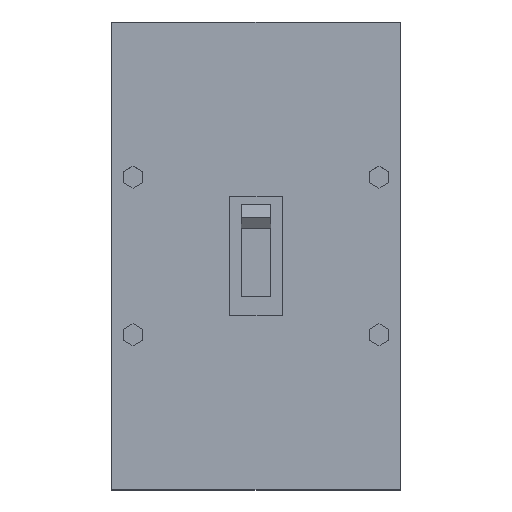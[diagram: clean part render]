
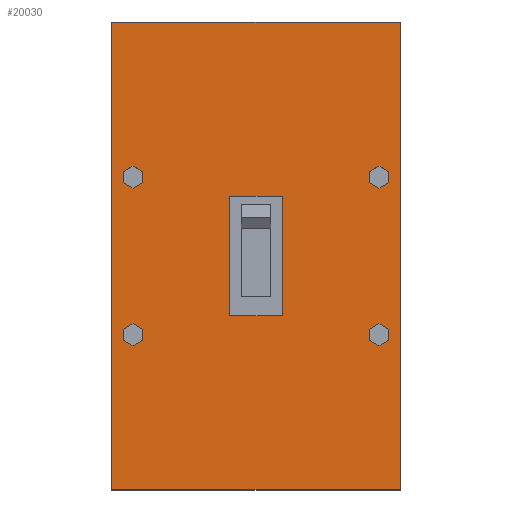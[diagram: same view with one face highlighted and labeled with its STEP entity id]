
A CAD part, top view. The second image highlights one B-rep face of the part: STEP entity #20030.
In plain terms, the highlighted planar face has unit normal (0, 0, 1).
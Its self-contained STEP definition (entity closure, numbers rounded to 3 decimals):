
#17080=CARTESIAN_POINT('',(140.5,448.,-3.));
#17090=VERTEX_POINT('',#17080);
#17140=CARTESIAN_POINT('',(0.,448.,-3.));
#17150=DIRECTION('',(-1.,0.,0.));
#17160=VECTOR('',#17150,1.);
#17170=LINE('',#17140,#17160);
#17180=CARTESIAN_POINT('',(19.5,448.,-3.));
#17190=VERTEX_POINT('',#17180);
#17200=EDGE_CURVE('',#17090,#17190,#17170,.T.);
#17390=CARTESIAN_POINT('',(140.5,252.,-3.));
#17400=DIRECTION('',(-0.,-0.,-1.));
#17410=DIRECTION('',(0.,-1.,0.));
#17420=AXIS2_PLACEMENT_3D('',#17390,#17400,#17410);
#17430=PLANE('',#17420);
#17440=CARTESIAN_POINT('',(140.5,448.,-3.));
#17450=DIRECTION('',(0.,-1.,0.));
#17460=VECTOR('',#17450,1.);
#17470=LINE('',#17440,#17460);
#17480=CARTESIAN_POINT('',(140.5,252.,-3.));
#17490=VERTEX_POINT('',#17480);
#17500=EDGE_CURVE('',#17090,#17490,#17470,.T.);
#17510=ORIENTED_EDGE('',*,*,#17500,.F.);
#17520=CARTESIAN_POINT('',(0.,252.,-3.));
#17530=DIRECTION('',(-1.,0.,0.));
#17540=VECTOR('',#17530,1.);
#17550=LINE('',#17520,#17540);
#17560=CARTESIAN_POINT('',(19.5,252.,-3.));
#17570=VERTEX_POINT('',#17560);
#17580=EDGE_CURVE('',#17490,#17570,#17550,.T.);
#17590=ORIENTED_EDGE('',*,*,#17580,.F.);
#17600=CARTESIAN_POINT('',(19.5,0.,-3.));
#17610=DIRECTION('',(0.,-1.,0.));
#17620=VECTOR('',#17610,1.);
#17630=LINE('',#17600,#17620);
#17640=EDGE_CURVE('',#17190,#17570,#17630,.T.);
#17650=ORIENTED_EDGE('',*,*,#17640,.T.);
#17660=ORIENTED_EDGE('',*,*,#17200,.T.);
#17670=EDGE_LOOP('',(#17660,#17650,#17590,#17510));
#17680=FACE_OUTER_BOUND('',#17670,.T.);
#17690=CARTESIAN_POINT('',(91.,0.,-3.));
#17700=DIRECTION('',(0.,1.,0.));
#17710=VECTOR('',#17700,1.);
#17720=LINE('',#17690,#17710);
#17730=CARTESIAN_POINT('',(91.,325.,-3.));
#17740=VERTEX_POINT('',#17730);
#17750=CARTESIAN_POINT('',(91.,375.,-3.));
#17760=VERTEX_POINT('',#17750);
#17770=EDGE_CURVE('',#17740,#17760,#17720,.T.);
#17780=ORIENTED_EDGE('',*,*,#17770,.F.);
#17790=CARTESIAN_POINT('',(0.,375.,-3.));
#17800=DIRECTION('',(1.,0.,0.));
#17810=VECTOR('',#17800,1.);
#17820=LINE('',#17790,#17810);
#17830=CARTESIAN_POINT('',(69.,375.,-3.));
#17840=VERTEX_POINT('',#17830);
#17850=EDGE_CURVE('',#17840,#17760,#17820,.T.);
#17860=ORIENTED_EDGE('',*,*,#17850,.T.);
#17870=CARTESIAN_POINT('',(69.,0.,-3.));
#17880=DIRECTION('',(0.,-1.,0.));
#17890=VECTOR('',#17880,1.);
#17900=LINE('',#17870,#17890);
#17910=CARTESIAN_POINT('',(69.,325.,-3.));
#17920=VERTEX_POINT('',#17910);
#17930=EDGE_CURVE('',#17840,#17920,#17900,.T.);
#17940=ORIENTED_EDGE('',*,*,#17930,.F.);
#17950=CARTESIAN_POINT('',(0.,325.,-3.));
#17960=DIRECTION('',(-1.,0.,0.));
#17970=VECTOR('',#17960,1.);
#17980=LINE('',#17950,#17970);
#17990=EDGE_CURVE('',#17740,#17920,#17980,.T.);
#18000=ORIENTED_EDGE('',*,*,#17990,.T.);
#18010=EDGE_LOOP('',(#18000,#17940,#17860,#17780));
#18020=FACE_BOUND('',#18010,.T.);
#18030=CARTESIAN_POINT('',(0.,245.697,-3.));
#18040=DIRECTION('',(-0.866,-0.5,0.));
#18050=VECTOR('',#18040,1.);
#18060=LINE('',#18030,#18050);
#18070=CARTESIAN_POINT('',(131.5,321.619,-3.));
#18080=VERTEX_POINT('',#18070);
#18090=CARTESIAN_POINT('',(127.5,319.309,-3.));
#18100=VERTEX_POINT('',#18090);
#18110=EDGE_CURVE('',#18080,#18100,#18060,.T.);
#18120=ORIENTED_EDGE('',*,*,#18110,.F.);
#18130=CARTESIAN_POINT('',(127.5,0.,-3.));
#18140=DIRECTION('',(0.,-1.,0.));
#18150=VECTOR('',#18140,1.);
#18160=LINE('',#18130,#18150);
#18170=CARTESIAN_POINT('',(127.5,314.691,-3.));
#18180=VERTEX_POINT('',#18170);
#18190=EDGE_CURVE('',#18100,#18180,#18160,.T.);
#18200=ORIENTED_EDGE('',*,*,#18190,.F.);
#18210=CARTESIAN_POINT('',(0.,388.303,-3.));
#18220=DIRECTION('',(0.866,-0.5,0.));
#18230=VECTOR('',#18220,1.);
#18240=LINE('',#18210,#18230);
#18250=CARTESIAN_POINT('',(131.5,312.381,-3.));
#18260=VERTEX_POINT('',#18250);
#18270=EDGE_CURVE('',#18180,#18260,#18240,.T.);
#18280=ORIENTED_EDGE('',*,*,#18270,.F.);
#18290=CARTESIAN_POINT('',(0.,236.459,-3.));
#18300=DIRECTION('',(0.866,0.5,0.));
#18310=VECTOR('',#18300,1.);
#18320=LINE('',#18290,#18310);
#18330=CARTESIAN_POINT('',(135.5,314.691,-3.));
#18340=VERTEX_POINT('',#18330);
#18350=EDGE_CURVE('',#18260,#18340,#18320,.T.);
#18360=ORIENTED_EDGE('',*,*,#18350,.F.);
#18370=CARTESIAN_POINT('',(135.5,0.,-3.));
#18380=DIRECTION('',(0.,1.,0.));
#18390=VECTOR('',#18380,1.);
#18400=LINE('',#18370,#18390);
#18410=CARTESIAN_POINT('',(135.5,319.309,-3.));
#18420=VERTEX_POINT('',#18410);
#18430=EDGE_CURVE('',#18340,#18420,#18400,.T.);
#18440=ORIENTED_EDGE('',*,*,#18430,.F.);
#18450=CARTESIAN_POINT('',(0.,397.54,-3.));
#18460=DIRECTION('',(-0.866,0.5,0.));
#18470=VECTOR('',#18460,1.);
#18480=LINE('',#18450,#18470);
#18490=EDGE_CURVE('',#18420,#18080,#18480,.T.);
#18500=ORIENTED_EDGE('',*,*,#18490,.F.);
#18510=EDGE_LOOP('',(#18500,#18440,#18360,#18280,#18200,#18120));
#18520=FACE_BOUND('',#18510,.T.);
#18530=CARTESIAN_POINT('',(0.,328.836,-3.));
#18540=DIRECTION('',(0.866,-0.5,0.));
#18550=VECTOR('',#18540,1.);
#18560=LINE('',#18530,#18550);
#18570=CARTESIAN_POINT('',(24.5,314.691,-3.));
#18580=VERTEX_POINT('',#18570);
#18590=CARTESIAN_POINT('',(28.5,312.381,-3.));
#18600=VERTEX_POINT('',#18590);
#18610=EDGE_CURVE('',#18580,#18600,#18560,.T.);
#18620=ORIENTED_EDGE('',*,*,#18610,.F.);
#18630=CARTESIAN_POINT('',(0.,295.927,-3.));
#18640=DIRECTION('',(0.866,0.5,0.));
#18650=VECTOR('',#18640,1.);
#18660=LINE('',#18630,#18650);
#18670=CARTESIAN_POINT('',(32.5,314.691,-3.));
#18680=VERTEX_POINT('',#18670);
#18690=EDGE_CURVE('',#18600,#18680,#18660,.T.);
#18700=ORIENTED_EDGE('',*,*,#18690,.F.);
#18710=CARTESIAN_POINT('',(32.5,0.,-3.));
#18720=DIRECTION('',(0.,1.,0.));
#18730=VECTOR('',#18720,1.);
#18740=LINE('',#18710,#18730);
#18750=CARTESIAN_POINT('',(32.5,319.309,-3.));
#18760=VERTEX_POINT('',#18750);
#18770=EDGE_CURVE('',#18680,#18760,#18740,.T.);
#18780=ORIENTED_EDGE('',*,*,#18770,.F.);
#18790=CARTESIAN_POINT('',(0.,338.073,-3.));
#18800=DIRECTION('',(-0.866,0.5,0.));
#18810=VECTOR('',#18800,1.);
#18820=LINE('',#18790,#18810);
#18830=CARTESIAN_POINT('',(28.5,321.619,-3.));
#18840=VERTEX_POINT('',#18830);
#18850=EDGE_CURVE('',#18760,#18840,#18820,.T.);
#18860=ORIENTED_EDGE('',*,*,#18850,.F.);
#18870=CARTESIAN_POINT('',(0.,305.164,-3.));
#18880=DIRECTION('',(-0.866,-0.5,0.));
#18890=VECTOR('',#18880,1.);
#18900=LINE('',#18870,#18890);
#18910=CARTESIAN_POINT('',(24.5,319.309,-3.));
#18920=VERTEX_POINT('',#18910);
#18930=EDGE_CURVE('',#18840,#18920,#18900,.T.);
#18940=ORIENTED_EDGE('',*,*,#18930,.F.);
#18950=CARTESIAN_POINT('',(24.5,0.,-3.));
#18960=DIRECTION('',(0.,-1.,0.));
#18970=VECTOR('',#18960,1.);
#18980=LINE('',#18950,#18970);
#18990=EDGE_CURVE('',#18920,#18580,#18980,.T.);
#19000=ORIENTED_EDGE('',*,*,#18990,.F.);
#19010=EDGE_LOOP('',(#19000,#18940,#18860,#18780,#18700,#18620));
#19020=FACE_BOUND('',#19010,.T.);
#19030=CARTESIAN_POINT('',(0.,454.303,-3.));
#19040=DIRECTION('',(0.866,-0.5,0.));
#19050=VECTOR('',#19040,1.);
#19060=LINE('',#19030,#19050);
#19070=CARTESIAN_POINT('',(127.5,380.691,-3.));
#19080=VERTEX_POINT('',#19070);
#19090=CARTESIAN_POINT('',(131.5,378.381,-3.));
#19100=VERTEX_POINT('',#19090);
#19110=EDGE_CURVE('',#19080,#19100,#19060,.T.);
#19120=ORIENTED_EDGE('',*,*,#19110,.F.);
#19130=CARTESIAN_POINT('',(0.,302.459,-3.));
#19140=DIRECTION('',(0.866,0.5,0.));
#19150=VECTOR('',#19140,1.);
#19160=LINE('',#19130,#19150);
#19170=CARTESIAN_POINT('',(135.5,380.691,-3.));
#19180=VERTEX_POINT('',#19170);
#19190=EDGE_CURVE('',#19100,#19180,#19160,.T.);
#19200=ORIENTED_EDGE('',*,*,#19190,.F.);
#19210=CARTESIAN_POINT('',(135.5,0.,-3.));
#19220=DIRECTION('',(0.,1.,0.));
#19230=VECTOR('',#19220,1.);
#19240=LINE('',#19210,#19230);
#19250=CARTESIAN_POINT('',(135.5,385.309,-3.));
#19260=VERTEX_POINT('',#19250);
#19270=EDGE_CURVE('',#19180,#19260,#19240,.T.);
#19280=ORIENTED_EDGE('',*,*,#19270,.F.);
#19290=CARTESIAN_POINT('',(0.,463.54,-3.));
#19300=DIRECTION('',(-0.866,0.5,0.));
#19310=VECTOR('',#19300,1.);
#19320=LINE('',#19290,#19310);
#19330=CARTESIAN_POINT('',(131.5,387.619,-3.));
#19340=VERTEX_POINT('',#19330);
#19350=EDGE_CURVE('',#19260,#19340,#19320,.T.);
#19360=ORIENTED_EDGE('',*,*,#19350,.F.);
#19370=CARTESIAN_POINT('',(0.,311.697,-3.));
#19380=DIRECTION('',(-0.866,-0.5,0.));
#19390=VECTOR('',#19380,1.);
#19400=LINE('',#19370,#19390);
#19410=CARTESIAN_POINT('',(127.5,385.309,-3.));
#19420=VERTEX_POINT('',#19410);
#19430=EDGE_CURVE('',#19340,#19420,#19400,.T.);
#19440=ORIENTED_EDGE('',*,*,#19430,.F.);
#19450=CARTESIAN_POINT('',(127.5,0.,-3.));
#19460=DIRECTION('',(0.,-1.,0.));
#19470=VECTOR('',#19460,1.);
#19480=LINE('',#19450,#19470);
#19490=EDGE_CURVE('',#19420,#19080,#19480,.T.);
#19500=ORIENTED_EDGE('',*,*,#19490,.F.);
#19510=EDGE_LOOP('',(#19500,#19440,#19360,#19280,#19200,#19120));
#19520=FACE_BOUND('',#19510,.T.);
#19530=CARTESIAN_POINT('',(0.,394.836,-3.));
#19540=DIRECTION('',(0.866,-0.5,0.));
#19550=VECTOR('',#19540,1.);
#19560=LINE('',#19530,#19550);
#19570=CARTESIAN_POINT('',(24.5,380.691,-3.));
#19580=VERTEX_POINT('',#19570);
#19590=CARTESIAN_POINT('',(28.5,378.381,-3.));
#19600=VERTEX_POINT('',#19590);
#19610=EDGE_CURVE('',#19580,#19600,#19560,.T.);
#19620=ORIENTED_EDGE('',*,*,#19610,.F.);
#19630=CARTESIAN_POINT('',(0.,361.927,-3.));
#19640=DIRECTION('',(0.866,0.5,0.));
#19650=VECTOR('',#19640,1.);
#19660=LINE('',#19630,#19650);
#19670=CARTESIAN_POINT('',(32.5,380.691,-3.));
#19680=VERTEX_POINT('',#19670);
#19690=EDGE_CURVE('',#19600,#19680,#19660,.T.);
#19700=ORIENTED_EDGE('',*,*,#19690,.F.);
#19710=CARTESIAN_POINT('',(32.5,0.,-3.));
#19720=DIRECTION('',(0.,1.,0.));
#19730=VECTOR('',#19720,1.);
#19740=LINE('',#19710,#19730);
#19750=CARTESIAN_POINT('',(32.5,385.309,-3.));
#19760=VERTEX_POINT('',#19750);
#19770=EDGE_CURVE('',#19680,#19760,#19740,.T.);
#19780=ORIENTED_EDGE('',*,*,#19770,.F.);
#19790=CARTESIAN_POINT('',(0.,404.073,-3.));
#19800=DIRECTION('',(-0.866,0.5,0.));
#19810=VECTOR('',#19800,1.);
#19820=LINE('',#19790,#19810);
#19830=CARTESIAN_POINT('',(28.5,387.619,-3.));
#19840=VERTEX_POINT('',#19830);
#19850=EDGE_CURVE('',#19760,#19840,#19820,.T.);
#19860=ORIENTED_EDGE('',*,*,#19850,.F.);
#19870=CARTESIAN_POINT('',(0.,371.164,-3.));
#19880=DIRECTION('',(-0.866,-0.5,0.));
#19890=VECTOR('',#19880,1.);
#19900=LINE('',#19870,#19890);
#19910=CARTESIAN_POINT('',(24.5,385.309,-3.));
#19920=VERTEX_POINT('',#19910);
#19930=EDGE_CURVE('',#19840,#19920,#19900,.T.);
#19940=ORIENTED_EDGE('',*,*,#19930,.F.);
#19950=CARTESIAN_POINT('',(24.5,0.,-3.));
#19960=DIRECTION('',(0.,-1.,0.));
#19970=VECTOR('',#19960,1.);
#19980=LINE('',#19950,#19970);
#19990=EDGE_CURVE('',#19920,#19580,#19980,.T.);
#20000=ORIENTED_EDGE('',*,*,#19990,.F.);
#20010=EDGE_LOOP('',(#20000,#19940,#19860,#19780,#19700,#19620));
#20020=FACE_BOUND('',#20010,.T.);
#20030=ADVANCED_FACE('',(#17680,#18020,#18520,#19020,#19520,#20020),
#17430,.F.);
